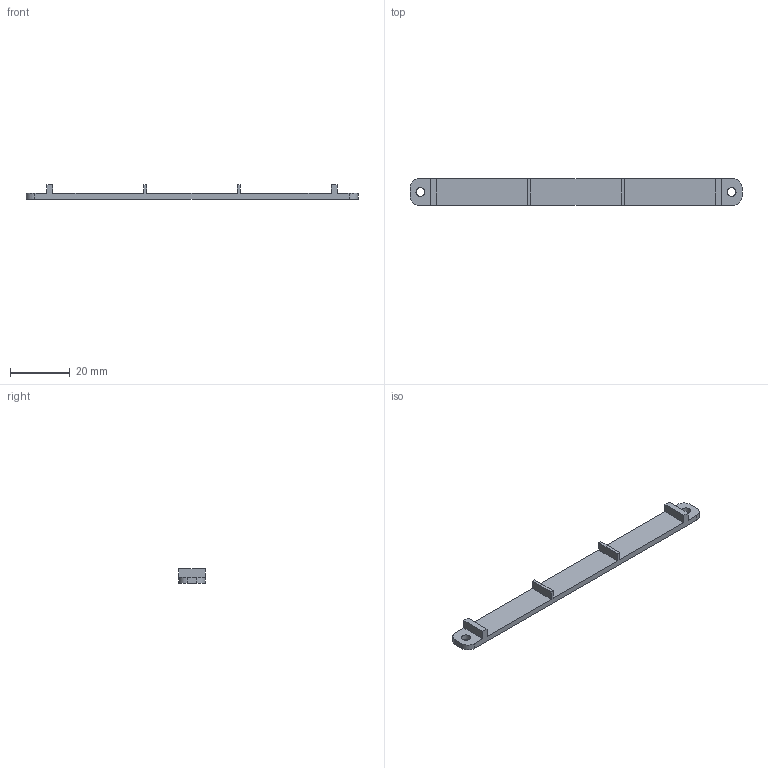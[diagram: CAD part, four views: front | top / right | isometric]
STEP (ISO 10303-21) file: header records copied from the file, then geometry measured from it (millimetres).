
FILE_DESCRIPTION(/* description */ (''),/* implementation_level */ '2;1');
FILE_NAME(/* name */ 'base_gap.ipt.stp',/* time_stamp */ '2016-11-04T11:02:58+01:00',/* author */ ('tguillod'),/* organization */ (''),/* preprocessor_version */ 'ST-DEVELOPER v15.2',/* originating_system */ 'Autodesk Inventor 2014',/* authorisation */ '');
FILE_SCHEMA (('AUTOMOTIVE_DESIGN { 1 0 10303 214 3 1 1 }'));
Length unit declared in the file: millimetre
Products named in the file (1): base_gap
Bounding box: 111.5 x 9 x 5 mm (x, y, z)
Volume: 2125.3 mm3; surface area: 2724.7 mm2
Topology: 1 solids, 1 shells, 28 faces, 80 edges, 54 vertices
Faces by surface type: plane 22, cylinder 6
Full cylindrical faces by diameter (mm): 3 x2
Entity records: 913 total; most frequent: CARTESIAN_POINT 157, ORIENTED_EDGE 152, DIRECTION 146, EDGE_CURVE 76, LINE 64, VECTOR 64, VERTEX_POINT 52, AXIS2_PLACEMENT_3D 41
